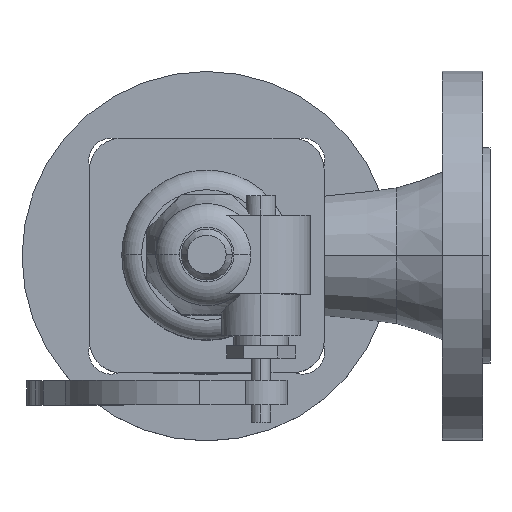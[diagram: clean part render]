
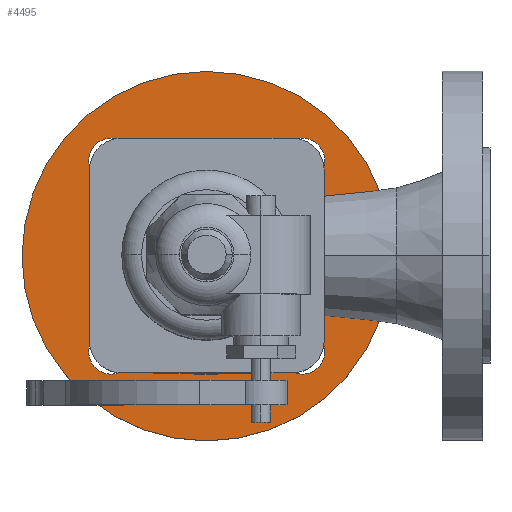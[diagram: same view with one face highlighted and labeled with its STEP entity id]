
A CAD part, top view. The second image highlights one B-rep face of the part: STEP entity #4495.
In plain terms, the highlighted planar face has unit normal (0, 0, 1).
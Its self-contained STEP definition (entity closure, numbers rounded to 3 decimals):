
#1367=CARTESIAN_POINT('',(75.,-0.,19.3));
#1368=VERTEX_POINT('',#1367);
#1375=CARTESIAN_POINT('',(-75.,0.,19.3));
#1376=VERTEX_POINT('',#1375);
#1377=CARTESIAN_POINT('',(0.,-0.,19.3));
#1378=DIRECTION('',(-0.,0.,-1.));
#1379=DIRECTION('',(-1.,0.,0.));
#1380=AXIS2_PLACEMENT_3D('',#1377,#1378,#1379);
#1381=CIRCLE('',#1380,75.);
#1382=EDGE_CURVE('',#1368,#1376,#1381,.T.);
#1398=CARTESIAN_POINT('',(34.,0.,19.3));
#1399=VERTEX_POINT('',#1398);
#1400=CARTESIAN_POINT('',(-34.,-0.,19.3));
#1401=VERTEX_POINT('',#1400);
#1402=CARTESIAN_POINT('',(0.,-0.,19.3));
#1403=DIRECTION('',(0.,0.,-1.));
#1404=DIRECTION('',(-1.,0.,0.));
#1405=AXIS2_PLACEMENT_3D('',#1402,#1403,#1404);
#1406=CIRCLE('',#1405,34.);
#1407=EDGE_CURVE('',#1399,#1401,#1406,.T.);
#3406=CARTESIAN_POINT('',(29.891,38.891,19.3));
#3407=VERTEX_POINT('',#3406);
#3414=CARTESIAN_POINT('',(47.891,38.891,19.3));
#3415=VERTEX_POINT('',#3414);
#3416=CARTESIAN_POINT('',(38.891,38.891,19.3));
#3417=DIRECTION('',(0.,0.,-1.));
#3418=DIRECTION('',(1.,0.,0.));
#3419=AXIS2_PLACEMENT_3D('',#3416,#3417,#3418);
#3420=CIRCLE('',#3419,9.);
#3421=EDGE_CURVE('',#3415,#3407,#3420,.T.);
#3438=CARTESIAN_POINT('',(47.891,-38.891,19.3));
#3439=VERTEX_POINT('',#3438);
#3446=CARTESIAN_POINT('',(29.891,-38.891,19.3));
#3447=VERTEX_POINT('',#3446);
#3448=CARTESIAN_POINT('',(38.891,-38.891,19.3));
#3449=DIRECTION('',(0.,0.,-1.));
#3450=DIRECTION('',(1.,0.,0.));
#3451=AXIS2_PLACEMENT_3D('',#3448,#3449,#3450);
#3452=CIRCLE('',#3451,9.);
#3453=EDGE_CURVE('',#3447,#3439,#3452,.T.);
#3470=CARTESIAN_POINT('',(-29.891,-38.891,19.3));
#3471=VERTEX_POINT('',#3470);
#3478=CARTESIAN_POINT('',(-47.891,-38.891,19.3));
#3479=VERTEX_POINT('',#3478);
#3480=CARTESIAN_POINT('',(-38.891,-38.891,19.3));
#3481=DIRECTION('',(0.,0.,-1.));
#3482=DIRECTION('',(1.,0.,0.));
#3483=AXIS2_PLACEMENT_3D('',#3480,#3481,#3482);
#3484=CIRCLE('',#3483,9.);
#3485=EDGE_CURVE('',#3479,#3471,#3484,.T.);
#3502=CARTESIAN_POINT('',(-47.891,38.891,19.3));
#3503=VERTEX_POINT('',#3502);
#3510=CARTESIAN_POINT('',(-29.891,38.891,19.3));
#3511=VERTEX_POINT('',#3510);
#3512=CARTESIAN_POINT('',(-38.891,38.891,19.3));
#3513=DIRECTION('',(0.,0.,-1.));
#3514=DIRECTION('',(1.,0.,0.));
#3515=AXIS2_PLACEMENT_3D('',#3512,#3513,#3514);
#3516=CIRCLE('',#3515,9.);
#3517=EDGE_CURVE('',#3511,#3503,#3516,.T.);
#4430=CARTESIAN_POINT('',(-54.5,0.,19.3));
#4431=DIRECTION('',(0.,-0.,1.));
#4432=DIRECTION('',(1.,-0.,-0.));
#4433=AXIS2_PLACEMENT_3D('',#4430,#4431,#4432);
#4434=PLANE('',#4433);
#4435=CARTESIAN_POINT('',(-38.891,38.891,19.3));
#4436=DIRECTION('',(0.,0.,-1.));
#4437=DIRECTION('',(1.,0.,0.));
#4438=AXIS2_PLACEMENT_3D('',#4435,#4436,#4437);
#4439=CIRCLE('',#4438,9.);
#4440=EDGE_CURVE('',#3503,#3511,#4439,.T.);
#4441=ORIENTED_EDGE('',*,*,#4440,.T.);
#4442=ORIENTED_EDGE('',*,*,#3517,.T.);
#4443=EDGE_LOOP('',(#4441,#4442));
#4444=FACE_BOUND('',#4443,.T.);
#4445=CARTESIAN_POINT('',(-38.891,-38.891,19.3));
#4446=DIRECTION('',(0.,0.,-1.));
#4447=DIRECTION('',(1.,0.,0.));
#4448=AXIS2_PLACEMENT_3D('',#4445,#4446,#4447);
#4449=CIRCLE('',#4448,9.);
#4450=EDGE_CURVE('',#3471,#3479,#4449,.T.);
#4451=ORIENTED_EDGE('',*,*,#4450,.T.);
#4452=ORIENTED_EDGE('',*,*,#3485,.T.);
#4453=EDGE_LOOP('',(#4451,#4452));
#4454=FACE_BOUND('',#4453,.T.);
#4455=CARTESIAN_POINT('',(38.891,-38.891,19.3));
#4456=DIRECTION('',(0.,0.,-1.));
#4457=DIRECTION('',(1.,0.,0.));
#4458=AXIS2_PLACEMENT_3D('',#4455,#4456,#4457);
#4459=CIRCLE('',#4458,9.);
#4460=EDGE_CURVE('',#3439,#3447,#4459,.T.);
#4461=ORIENTED_EDGE('',*,*,#4460,.T.);
#4462=ORIENTED_EDGE('',*,*,#3453,.T.);
#4463=EDGE_LOOP('',(#4461,#4462));
#4464=FACE_BOUND('',#4463,.T.);
#4465=CARTESIAN_POINT('',(38.891,38.891,19.3));
#4466=DIRECTION('',(0.,0.,-1.));
#4467=DIRECTION('',(1.,0.,0.));
#4468=AXIS2_PLACEMENT_3D('',#4465,#4466,#4467);
#4469=CIRCLE('',#4468,9.);
#4470=EDGE_CURVE('',#3407,#3415,#4469,.T.);
#4471=ORIENTED_EDGE('',*,*,#4470,.T.);
#4472=ORIENTED_EDGE('',*,*,#3421,.T.);
#4473=EDGE_LOOP('',(#4471,#4472));
#4474=FACE_BOUND('',#4473,.T.);
#4475=ORIENTED_EDGE('',*,*,#1407,.T.);
#4476=CARTESIAN_POINT('',(0.,-0.,19.3));
#4477=DIRECTION('',(0.,0.,-1.));
#4478=DIRECTION('',(-1.,0.,0.));
#4479=AXIS2_PLACEMENT_3D('',#4476,#4477,#4478);
#4480=CIRCLE('',#4479,34.);
#4481=EDGE_CURVE('',#1401,#1399,#4480,.T.);
#4482=ORIENTED_EDGE('',*,*,#4481,.T.);
#4483=EDGE_LOOP('',(#4475,#4482));
#4484=FACE_BOUND('',#4483,.T.);
#4485=ORIENTED_EDGE('',*,*,#1382,.F.);
#4486=CARTESIAN_POINT('',(0.,-0.,19.3));
#4487=DIRECTION('',(-0.,0.,-1.));
#4488=DIRECTION('',(-1.,0.,0.));
#4489=AXIS2_PLACEMENT_3D('',#4486,#4487,#4488);
#4490=CIRCLE('',#4489,75.);
#4491=EDGE_CURVE('',#1376,#1368,#4490,.T.);
#4492=ORIENTED_EDGE('',*,*,#4491,.F.);
#4493=EDGE_LOOP('',(#4485,#4492));
#4494=FACE_BOUND('',#4493,.T.);
#4495=ADVANCED_FACE('',(#4444,#4454,#4464,#4474,#4484,#4494),#4434,.T.);
